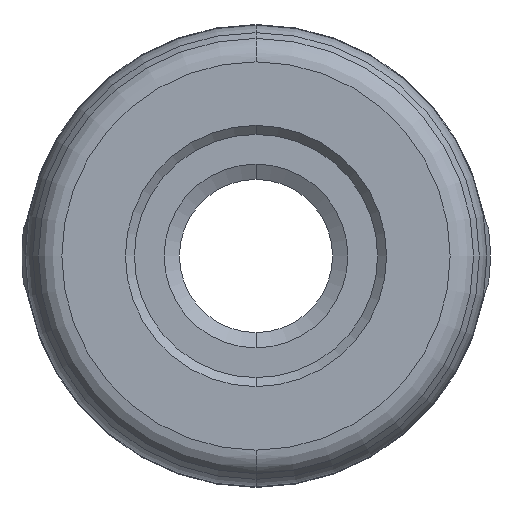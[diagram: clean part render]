
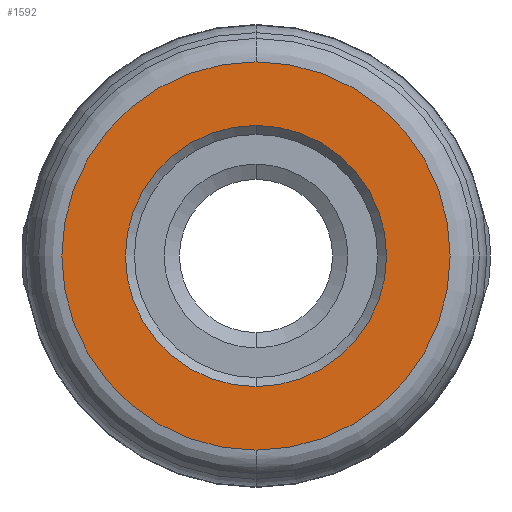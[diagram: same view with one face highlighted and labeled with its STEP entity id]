
A CAD part, front view. The second image highlights one B-rep face of the part: STEP entity #1592.
In plain terms, the highlighted planar face has unit normal (0, -1, 0).
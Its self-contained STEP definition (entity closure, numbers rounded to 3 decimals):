
#39 = DIRECTION ( 'NONE',  ( 0., 1., 0. ) ) ;
#45 = EDGE_CURVE ( 'NONE', #1887, #1341, #1378, .T. ) ;
#77 = EDGE_LOOP ( 'NONE', ( #174, #1768 ) ) ;
#174 = ORIENTED_EDGE ( 'NONE', *, *, #750, .T. ) ;
#212 = DIRECTION ( 'NONE',  ( 0., 1., 0. ) ) ;
#268 = FACE_BOUND ( 'NONE', #77, .T. ) ;
#522 = DIRECTION ( 'NONE',  ( 0., 0., 1. ) ) ;
#525 = DIRECTION ( 'NONE',  ( 0., 0., 1. ) ) ;
#536 = DIRECTION ( 'NONE',  ( 0., 1., 0. ) ) ;
#651 = CARTESIAN_POINT ( 'NONE',  ( 0., -15.5, 10.779 ) ) ;
#673 = CARTESIAN_POINT ( 'NONE',  ( 0., -15.5, -7.25 ) ) ;
#691 = DIRECTION ( 'NONE',  ( 0., 0., 1. ) ) ;
#700 = CIRCLE ( 'NONE', #1345, 10.779 ) ;
#729 = VERTEX_POINT ( 'NONE', #1559 ) ;
#734 = VERTEX_POINT ( 'NONE', #651 ) ;
#750 = EDGE_CURVE ( 'NONE', #1341, #1887, #775, .T. ) ;
#775 = CIRCLE ( 'NONE', #1426, 7.25 ) ;
#833 = ORIENTED_EDGE ( 'NONE', *, *, #1803, .F. ) ;
#877 = DIRECTION ( 'NONE',  ( 0., 1., 0. ) ) ;
#912 = DIRECTION ( 'NONE',  ( 0., 0., 1. ) ) ;
#924 = EDGE_CURVE ( 'NONE', #729, #734, #700, .T. ) ;
#1029 = FACE_OUTER_BOUND ( 'NONE', #1907, .T. ) ;
#1078 = PLANE ( 'NONE',  #1746 ) ;
#1141 = CARTESIAN_POINT ( 'NONE',  ( 0., -15.5, 0. ) ) ;
#1171 = CARTESIAN_POINT ( 'NONE',  ( 0., -15.5, 7.25 ) ) ;
#1317 = DIRECTION ( 'NONE',  ( 0., 0., 1. ) ) ;
#1331 = CARTESIAN_POINT ( 'NONE',  ( 0., -15.5, 0. ) ) ;
#1341 = VERTEX_POINT ( 'NONE', #673 ) ;
#1345 = AXIS2_PLACEMENT_3D ( 'NONE', #1606, #536, #691 ) ;
#1378 = CIRCLE ( 'NONE', #1494, 7.25 ) ;
#1394 = CIRCLE ( 'NONE', #1540, 10.779 ) ;
#1397 = CARTESIAN_POINT ( 'NONE',  ( 10.779, -15.5, 0. ) ) ;
#1426 = AXIS2_PLACEMENT_3D ( 'NONE', #1742, #212, #522 ) ;
#1455 = ORIENTED_EDGE ( 'NONE', *, *, #924, .F. ) ;
#1494 = AXIS2_PLACEMENT_3D ( 'NONE', #1331, #877, #1317 ) ;
#1540 = AXIS2_PLACEMENT_3D ( 'NONE', #1141, #1750, #525 ) ;
#1559 = CARTESIAN_POINT ( 'NONE',  ( 0., -15.5, -10.779 ) ) ;
#1592 = ADVANCED_FACE ( 'NONE', ( #1029, #268 ), #1078, .F. ) ;
#1606 = CARTESIAN_POINT ( 'NONE',  ( 0., -15.5, 0. ) ) ;
#1742 = CARTESIAN_POINT ( 'NONE',  ( 0., -15.5, 0. ) ) ;
#1746 = AXIS2_PLACEMENT_3D ( 'NONE', #1397, #39, #912 ) ;
#1750 = DIRECTION ( 'NONE',  ( 0., 1., 0. ) ) ;
#1768 = ORIENTED_EDGE ( 'NONE', *, *, #45, .T. ) ;
#1803 = EDGE_CURVE ( 'NONE', #734, #729, #1394, .T. ) ;
#1887 = VERTEX_POINT ( 'NONE', #1171 ) ;
#1907 = EDGE_LOOP ( 'NONE', ( #833, #1455 ) ) ;
